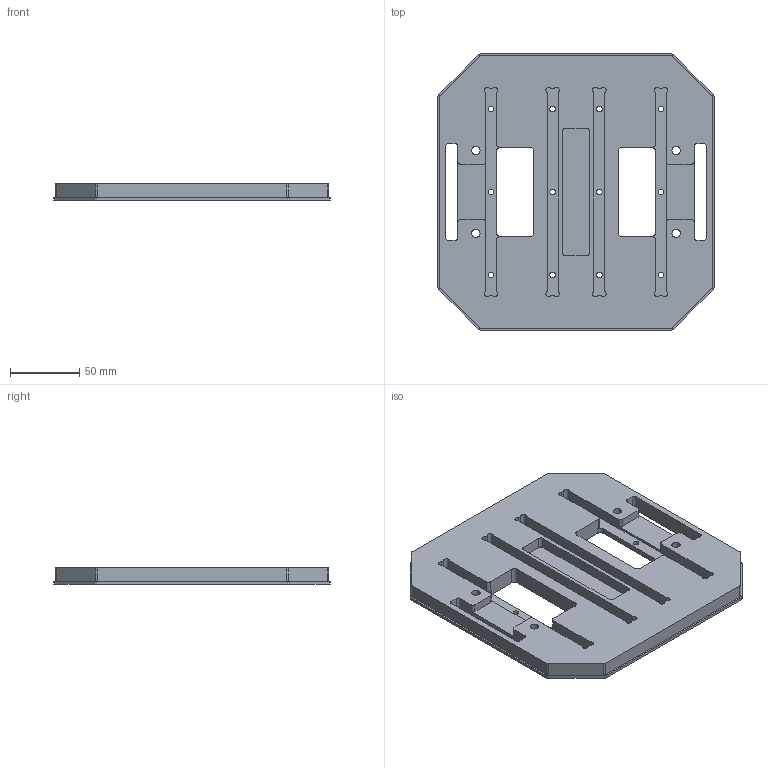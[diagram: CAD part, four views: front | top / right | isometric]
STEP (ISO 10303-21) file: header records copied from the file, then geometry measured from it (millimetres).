
FILE_DESCRIPTION (( 'STEP AP203' ), '1' );
FILE_NAME ('2019_Chassis.STEP', '2018-08-19T18:34:14', ( 'syoctax' ), ( '' ), 'SwSTEP 2.0', 'SolidWorks 2016', '' );
FILE_SCHEMA (( 'CONFIG_CONTROL_DESIGN' ));
Length unit declared in the file: millimetre
Products named in the file (1): 2019_Chassis
Bounding box: 200 x 200 x 12 mm (x, y, z)
Volume: 328360.9 mm3; surface area: 94013.8 mm2
Topology: 1 solids, 1 shells, 172 faces, 504 edges, 336 vertices
Faces by surface type: cylinder 104, plane 68
Entity records: 5953 total; most frequent: DIRECTION 1058, CARTESIAN_POINT 1013, ORIENTED_EDGE 1008, EDGE_CURVE 504, AXIS2_PLACEMENT_3D 381, VERTEX_POINT 336, VECTOR 296, LINE 296
